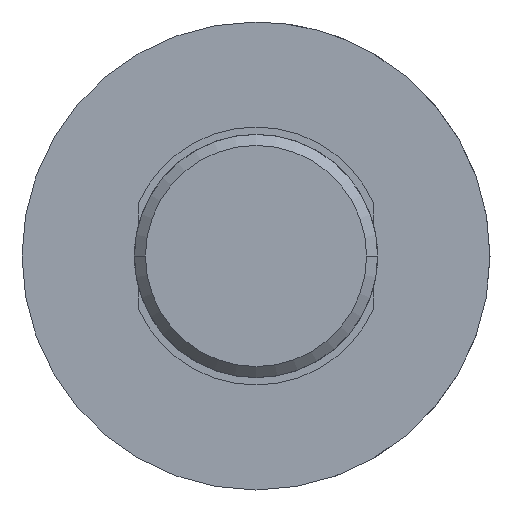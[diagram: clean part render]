
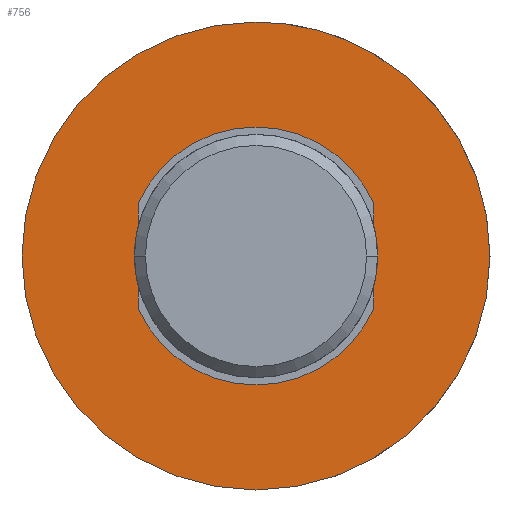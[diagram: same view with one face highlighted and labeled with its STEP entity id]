
A CAD part, left-side view. The second image highlights one B-rep face of the part: STEP entity #756.
In plain terms, the highlighted planar face has unit normal (-1, 0, 0).
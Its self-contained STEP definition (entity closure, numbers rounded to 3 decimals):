
#132=CARTESIAN_POINT('',(52.0,0.,31.75));
#133=VERTEX_POINT('',#132);
#142=CARTESIAN_POINT('',(52.0,-16.0,27.424));
#143=VERTEX_POINT('',#142);
#144=CARTESIAN_POINT('',(52.0,0.0,0.0));
#145=DIRECTION('',(1.0,0.0,0.0));
#146=DIRECTION('',(0.0,0.0,1.0));
#147=AXIS2_PLACEMENT_3D('',#144,#145,#146);
#148=CIRCLE('',#147,31.75);
#149=EDGE_CURVE('',#133,#143,#148,.T.);
#151=CARTESIAN_POINT('',(52.0,0.,-31.75));
#152=VERTEX_POINT('',#151);
#153=CARTESIAN_POINT('',(52.0,0.0,0.0));
#154=DIRECTION('',(1.0,0.0,0.0));
#155=DIRECTION('',(0.0,0.0,1.0));
#156=AXIS2_PLACEMENT_3D('',#153,#154,#155);
#157=CIRCLE('',#156,31.75);
#158=EDGE_CURVE('',#143,#152,#157,.T.);
#269=CARTESIAN_POINT('',(52.0,0.,17.5));
#270=VERTEX_POINT('',#269);
#286=CARTESIAN_POINT('',(52.0,-16.0,7.089));
#287=VERTEX_POINT('',#286);
#294=CARTESIAN_POINT('',(52.0,0.0,0.0));
#295=DIRECTION('',(1.0,0.0,0.0));
#296=DIRECTION('',(0.0,0.0,1.0));
#297=AXIS2_PLACEMENT_3D('',#294,#295,#296);
#298=CIRCLE('',#297,17.5);
#299=EDGE_CURVE('',#270,#287,#298,.T.);
#309=CARTESIAN_POINT('',(52.0,0.,-17.5));
#310=VERTEX_POINT('',#309);
#319=CARTESIAN_POINT('',(52.0,-16.0,-7.089));
#320=VERTEX_POINT('',#319);
#321=CARTESIAN_POINT('',(52.0,0.0,0.0));
#322=DIRECTION('',(1.0,0.0,0.0));
#323=DIRECTION('',(0.0,0.0,1.0));
#324=AXIS2_PLACEMENT_3D('',#321,#322,#323);
#325=CIRCLE('',#324,17.5);
#326=EDGE_CURVE('',#320,#310,#325,.T.);
#678=CARTESIAN_POINT('',(52.0,-16.0,-7.089));
#679=DIRECTION('',(0.0,0.0,1.0));
#680=VECTOR('',#679,14.177);
#681=LINE('',#678,#680);
#682=EDGE_CURVE('',#320,#287,#681,.T.);
#692=CARTESIAN_POINT('',(52.0,16.0,-7.089));
#693=VERTEX_POINT('',#692);
#703=CARTESIAN_POINT('',(52.0,16.0,7.089));
#704=VERTEX_POINT('',#703);
#711=CARTESIAN_POINT('',(52.0,16.0,-7.089));
#712=DIRECTION('',(0.0,0.0,1.0));
#713=VECTOR('',#712,14.177);
#714=LINE('',#711,#713);
#715=EDGE_CURVE('',#693,#704,#714,.T.);
#720=CARTESIAN_POINT('',(52.0,0.0,15.875));
#721=DIRECTION('',(-1.0,0.0,0.0));
#722=DIRECTION('',(0.0,0.0,1.0));
#723=AXIS2_PLACEMENT_3D('',#720,#721,#722);
#724=PLANE('',#723);
#725=ORIENTED_EDGE('',*,*,#158,.F.);
#726=ORIENTED_EDGE('',*,*,#149,.F.);
#727=CARTESIAN_POINT('',(52.0,0.0,0.0));
#728=DIRECTION('',(1.0,0.0,0.0));
#729=DIRECTION('',(0.0,0.0,1.0));
#730=AXIS2_PLACEMENT_3D('',#727,#728,#729);
#731=CIRCLE('',#730,31.75);
#732=EDGE_CURVE('',#152,#133,#731,.T.);
#733=ORIENTED_EDGE('',*,*,#732,.F.);
#734=EDGE_LOOP('',(#725,#726,#733));
#735=FACE_OUTER_BOUND('',#734,.T.);
#736=ORIENTED_EDGE('',*,*,#326,.T.);
#737=CARTESIAN_POINT('',(52.0,0.0,0.0));
#738=DIRECTION('',(1.0,0.0,0.0));
#739=DIRECTION('',(0.0,0.0,1.0));
#740=AXIS2_PLACEMENT_3D('',#737,#738,#739);
#741=CIRCLE('',#740,17.5);
#742=EDGE_CURVE('',#310,#693,#741,.T.);
#743=ORIENTED_EDGE('',*,*,#742,.T.);
#744=ORIENTED_EDGE('',*,*,#715,.T.);
#745=CARTESIAN_POINT('',(52.0,0.0,0.0));
#746=DIRECTION('',(1.0,0.0,0.0));
#747=DIRECTION('',(0.0,0.0,1.0));
#748=AXIS2_PLACEMENT_3D('',#745,#746,#747);
#749=CIRCLE('',#748,17.5);
#750=EDGE_CURVE('',#704,#270,#749,.T.);
#751=ORIENTED_EDGE('',*,*,#750,.T.);
#752=ORIENTED_EDGE('',*,*,#299,.T.);
#753=ORIENTED_EDGE('',*,*,#682,.F.);
#754=EDGE_LOOP('',(#736,#743,#744,#751,#752,#753));
#755=FACE_BOUND('',#754,.T.);
#756=ADVANCED_FACE('',(#735,#755),#724,.T.);
